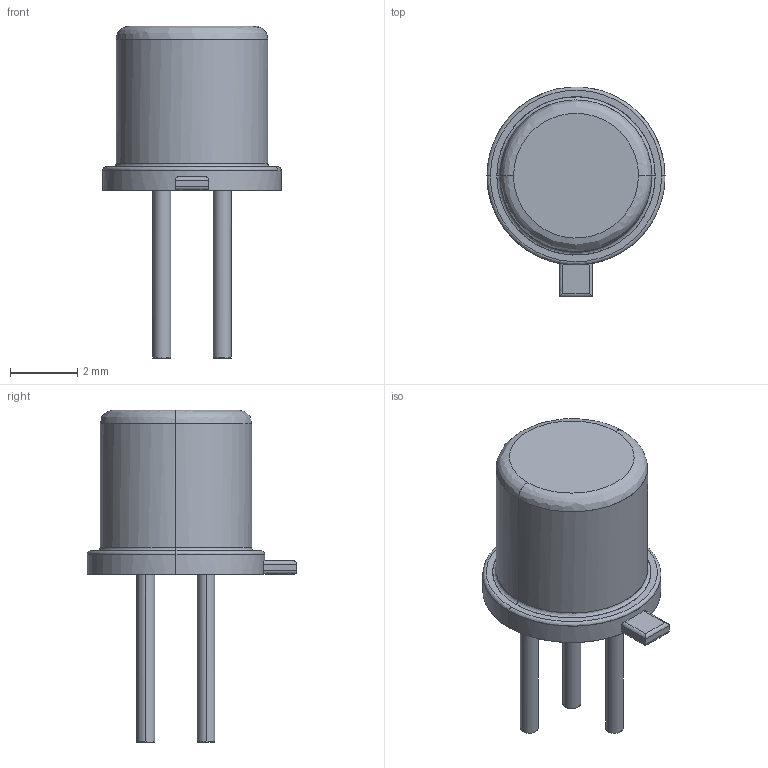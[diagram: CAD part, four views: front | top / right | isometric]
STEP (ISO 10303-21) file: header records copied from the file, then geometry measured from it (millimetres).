
FILE_DESCRIPTION(/* description */ (''),/* implementation_level */ '2;1');
FILE_NAME(/* name */ 'TO-18-~1',/* time_stamp */ '2017-04-10T11:35:17+03:00',/* author */ (''),/* organization */ (''),/* preprocessor_version */ 'ST-DEVELOPER v15',/* originating_system */ '',/* authorisation */ '');
FILE_SCHEMA (('AUTOMOTIVE_DESIGN'));
Length unit declared in the file: millimetre
Products named in the file (1): Document
Bounding box: 5.31 x 6.26 x 9.9 mm (x, y, z)
Surface area: 141 mm2 (no closed solid volume)
Topology: 0 solids, 35 shells, 35 faces, 148 edges, 148 vertices
Faces by surface type: bspline 24, plane 11
Entity records: 2575 total; most frequent: CARTESIAN_POINT 1499, ORIENTED_EDGE 148, EDGE_CURVE 148, VERTEX_POINT 148, B_SPLINE_CURVE_WITH_KNOTS 76, EDGE_LOOP 40, COLOUR_RGB 35, FILL_AREA_STYLE_COLOUR 35
